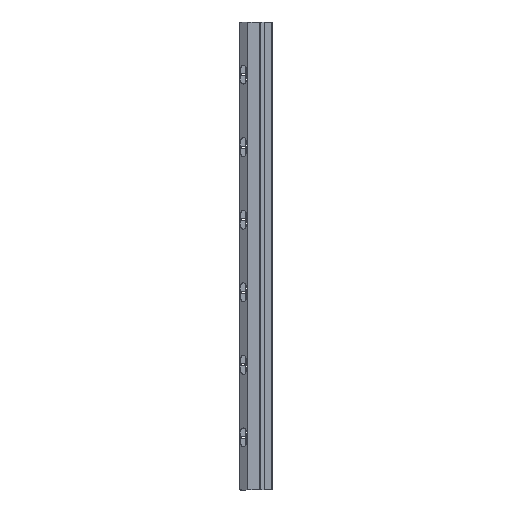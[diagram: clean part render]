
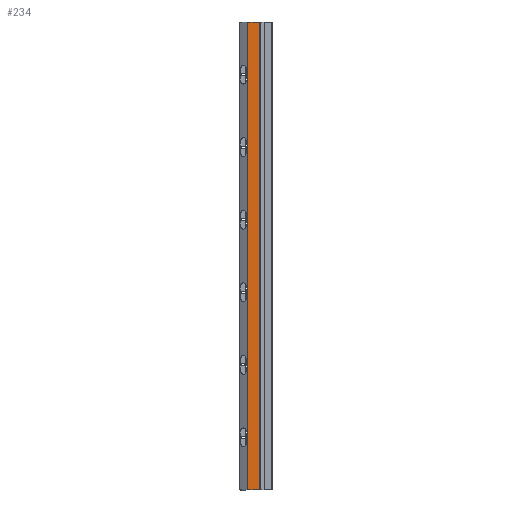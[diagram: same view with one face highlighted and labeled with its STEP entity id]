
A CAD part, top view. The second image highlights one B-rep face of the part: STEP entity #234.
In plain terms, the highlighted planar face has unit normal (0, 0, 1).
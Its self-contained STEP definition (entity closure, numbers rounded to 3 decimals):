
#111 = VECTOR ( 'NONE', #13021, 1000. ) ;
#234 = ADVANCED_FACE ( 'NONE', ( #12780 ), #12868, .T. ) ;
#394 = ORIENTED_EDGE ( 'NONE', *, *, #10673, .T. ) ;
#707 = CARTESIAN_POINT ( 'NONE',  ( 16.257, 645., 0. ) ) ;
#953 = CARTESIAN_POINT ( 'NONE',  ( 0., 0., 0. ) ) ;
#1031 = CARTESIAN_POINT ( 'NONE',  ( 19., 645., 0. ) ) ;
#2197 = EDGE_CURVE ( 'NONE', #10053, #13101, #13622, .T. ) ;
#3523 = CARTESIAN_POINT ( 'NONE',  ( 16.257, -645., 0. ) ) ;
#4019 = ORIENTED_EDGE ( 'NONE', *, *, #2197, .T. ) ;
#4474 = VECTOR ( 'NONE', #12425, 1000. ) ;
#4756 = EDGE_LOOP ( 'NONE', ( #10737, #6896, #394, #4019 ) ) ;
#4973 = EDGE_CURVE ( 'NONE', #16064, #15329, #16844, .T. ) ;
#5179 = LINE ( 'NONE', #7764, #111 ) ;
#6238 = DIRECTION ( 'NONE',  ( 0., 0., 1. ) ) ;
#6896 = ORIENTED_EDGE ( 'NONE', *, *, #4973, .T. ) ;
#7177 = CARTESIAN_POINT ( 'NONE',  ( -15.912, 645., 0. ) ) ;
#7764 = CARTESIAN_POINT ( 'NONE',  ( 19., -645., 0. ) ) ;
#8847 = CARTESIAN_POINT ( 'NONE',  ( -15.912, -645., 0. ) ) ;
#8908 = EDGE_CURVE ( 'NONE', #13101, #16064, #5179, .T. ) ;
#9013 = DIRECTION ( 'NONE',  ( 0., 1., 0. ) ) ;
#10053 = VERTEX_POINT ( 'NONE', #16052 ) ;
#10375 = LINE ( 'NONE', #1031, #10732 ) ;
#10673 = EDGE_CURVE ( 'NONE', #15329, #10053, #10375, .T. ) ;
#10732 = VECTOR ( 'NONE', #15519, 1000. ) ;
#10737 = ORIENTED_EDGE ( 'NONE', *, *, #8908, .T. ) ;
#11503 = DIRECTION ( 'NONE',  ( 1., 0., 0. ) ) ;
#12082 = CARTESIAN_POINT ( 'NONE',  ( 16.257, -645., 0. ) ) ;
#12425 = DIRECTION ( 'NONE',  ( 0., -1., 0. ) ) ;
#12763 = AXIS2_PLACEMENT_3D ( 'NONE', #953, #6238, #11503 ) ;
#12780 = FACE_OUTER_BOUND ( 'NONE', #4756, .T. ) ;
#12868 = PLANE ( 'NONE',  #12763 ) ;
#13021 = DIRECTION ( 'NONE',  ( 1., 0., 0. ) ) ;
#13101 = VERTEX_POINT ( 'NONE', #8847 ) ;
#13622 = LINE ( 'NONE', #7177, #4474 ) ;
#14513 = VECTOR ( 'NONE', #9013, 1000. ) ;
#15329 = VERTEX_POINT ( 'NONE', #707 ) ;
#15519 = DIRECTION ( 'NONE',  ( -1., 0., 0. ) ) ;
#16052 = CARTESIAN_POINT ( 'NONE',  ( -15.912, 645., 0. ) ) ;
#16064 = VERTEX_POINT ( 'NONE', #3523 ) ;
#16844 = LINE ( 'NONE', #12082, #14513 ) ;
